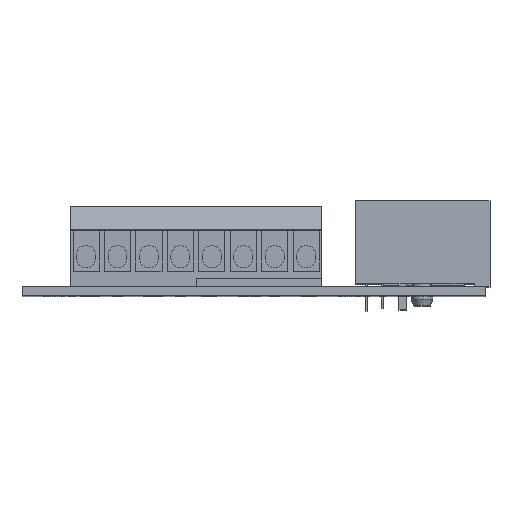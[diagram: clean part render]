
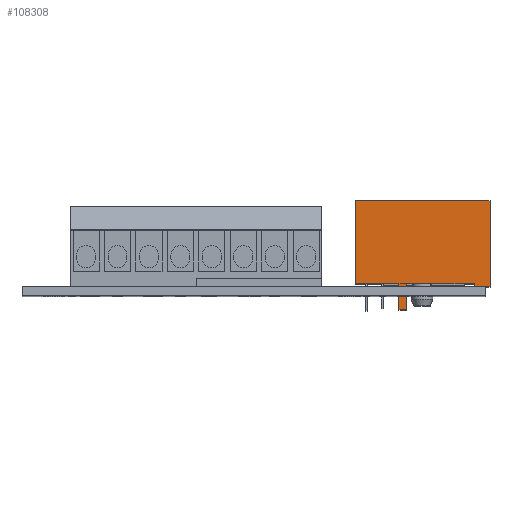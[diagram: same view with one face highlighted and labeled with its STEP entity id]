
A CAD part, top view. The second image highlights one B-rep face of the part: STEP entity #108308.
In plain terms, the highlighted face is planar.
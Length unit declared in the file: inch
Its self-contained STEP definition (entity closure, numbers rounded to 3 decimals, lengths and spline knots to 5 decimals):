
#7391 = EDGE_CURVE ( 'NONE', #134979, #131813, #133825, .T. ) ;
#8949 = ORIENTED_EDGE ( 'NONE', *, *, #149891, .F. ) ;
#11831 = CARTESIAN_POINT ( 'NONE',  ( -0.3125, -0.2685, -0.1 ) ) ;
#12219 = EDGE_CURVE ( 'NONE', #116768, #18166, #61782, .T. ) ;
#18166 = VERTEX_POINT ( 'NONE', #57346 ) ;
#18697 = FACE_OUTER_BOUND ( 'NONE', #20774, .T. ) ;
#19277 = CARTESIAN_POINT ( 'NONE',  ( -0.3125, 0.2685, 0. ) ) ;
#20774 = EDGE_LOOP ( 'NONE', ( #70819, #23044, #157773, #116266, #63371, #82044, #136938, #96431, #8949, #59188 ) ) ;
#23044 = ORIENTED_EDGE ( 'NONE', *, *, #7391, .F. ) ;
#24567 = LINE ( 'NONE', #153705, #89278 ) ;
#26297 = VECTOR ( 'NONE', #123115, 39.37008 ) ;
#33090 = CARTESIAN_POINT ( 'NONE',  ( -0.3125, -0.259, -0.1 ) ) ;
#34483 = DIRECTION ( 'NONE',  ( 0., 0., 1. ) ) ;
#35064 = CARTESIAN_POINT ( 'NONE',  ( -0.3125, -0.073, -0.57 ) ) ;
#38915 = AXIS2_PLACEMENT_3D ( 'NONE', #42213, #41116, #140469 ) ;
#41116 = DIRECTION ( 'NONE',  ( 1., 0., 0. ) ) ;
#41330 = DIRECTION ( 'NONE',  ( 0., 0., -1. ) ) ;
#41661 = VECTOR ( 'NONE', #158628, 39.37008 ) ;
#42213 = CARTESIAN_POINT ( 'NONE',  ( -0.3125, -0.42816, 0.0168 ) ) ;
#42521 = LINE ( 'NONE', #92356, #110903 ) ;
#44242 = VECTOR ( 'NONE', #72310, 39.37008 ) ;
#44817 = EDGE_CURVE ( 'NONE', #67618, #134979, #158153, .T. ) ;
#48278 = CARTESIAN_POINT ( 'NONE',  ( -0.3125, -0.073, -0.52 ) ) ;
#48811 = DIRECTION ( 'NONE',  ( 0., -1., 0. ) ) ;
#48877 = LINE ( 'NONE', #52505, #154331 ) ;
#52505 = CARTESIAN_POINT ( 'NONE',  ( -0.3125, -0.4145, -0.42 ) ) ;
#57258 = EDGE_CURVE ( 'NONE', #69722, #116768, #48877, .T. ) ;
#57346 = CARTESIAN_POINT ( 'NONE',  ( -0.3125, -0.2495, -0.57 ) ) ;
#59188 = ORIENTED_EDGE ( 'NONE', *, *, #154335, .F. ) ;
#59599 = LINE ( 'NONE', #159579, #26297 ) ;
#61782 = LINE ( 'NONE', #35064, #44242 ) ;
#63371 = ORIENTED_EDGE ( 'NONE', *, *, #118358, .F. ) ;
#66293 = PLANE ( 'NONE',  #38915 ) ;
#67618 = VERTEX_POINT ( 'NONE', #143165 ) ;
#69722 = VERTEX_POINT ( 'NONE', #145822 ) ;
#70186 = VERTEX_POINT ( 'NONE', #87897 ) ;
#70819 = ORIENTED_EDGE ( 'NONE', *, *, #153448, .F. ) ;
#72310 = DIRECTION ( 'NONE',  ( 0., 1., 0. ) ) ;
#72627 = VECTOR ( 'NONE', #121765, 39.37008 ) ;
#74927 = LINE ( 'NONE', #33090, #41661 ) ;
#82044 = ORIENTED_EDGE ( 'NONE', *, *, #12219, .F. ) ;
#84350 = CARTESIAN_POINT ( 'NONE',  ( -0.3125, 0.2685, -0.42 ) ) ;
#87897 = CARTESIAN_POINT ( 'NONE',  ( -0.3125, -0.2495, -0.52 ) ) ;
#89278 = VECTOR ( 'NONE', #41330, 39.37008 ) ;
#92356 = CARTESIAN_POINT ( 'NONE',  ( -0.3125, -0.2495, -0.42 ) ) ;
#93658 = LINE ( 'NONE', #48278, #103340 ) ;
#95401 = CARTESIAN_POINT ( 'NONE',  ( -0.3125, -0.4145, -0.57 ) ) ;
#96431 = ORIENTED_EDGE ( 'NONE', *, *, #144086, .F. ) ;
#98867 = CARTESIAN_POINT ( 'NONE',  ( -0.3125, -0.073, -0.84 ) ) ;
#101751 = CARTESIAN_POINT ( 'NONE',  ( -0.3125, -0.2685, 0. ) ) ;
#102530 = VECTOR ( 'NONE', #115761, 39.37008 ) ;
#103340 = VECTOR ( 'NONE', #48811, 39.37008 ) ;
#104323 = VERTEX_POINT ( 'NONE', #159375 ) ;
#105837 = LINE ( 'NONE', #98867, #72627 ) ;
#108308 = ADVANCED_FACE ( 'NONE', ( #18697 ), #66293, .F. ) ;
#110628 = EDGE_CURVE ( 'NONE', #123293, #67618, #105837, .T. ) ;
#110903 = VECTOR ( 'NONE', #143478, 39.37008 ) ;
#113177 = VECTOR ( 'NONE', #34483, 39.37008 ) ;
#114210 = DIRECTION ( 'NONE',  ( 0., 0., -1. ) ) ;
#114728 = CARTESIAN_POINT ( 'NONE',  ( -0.3125, -0.2495, -0.84 ) ) ;
#115761 = DIRECTION ( 'NONE',  ( 0., -1., 0. ) ) ;
#116266 = ORIENTED_EDGE ( 'NONE', *, *, #110628, .F. ) ;
#116768 = VERTEX_POINT ( 'NONE', #95401 ) ;
#118358 = EDGE_CURVE ( 'NONE', #18166, #123293, #59599, .T. ) ;
#121765 = DIRECTION ( 'NONE',  ( 0., 1., 0. ) ) ;
#123115 = DIRECTION ( 'NONE',  ( 0., 0., -1. ) ) ;
#123293 = VERTEX_POINT ( 'NONE', #114728 ) ;
#131813 = VERTEX_POINT ( 'NONE', #101751 ) ;
#133825 = LINE ( 'NONE', #141841, #102530 ) ;
#134979 = VERTEX_POINT ( 'NONE', #19277 ) ;
#136938 = ORIENTED_EDGE ( 'NONE', *, *, #57258, .F. ) ;
#140469 = DIRECTION ( 'NONE',  ( 0., 0., -1. ) ) ;
#141841 = CARTESIAN_POINT ( 'NONE',  ( -0.3125, -0.073, 0. ) ) ;
#143165 = CARTESIAN_POINT ( 'NONE',  ( -0.3125, 0.2685, -0.84 ) ) ;
#143478 = DIRECTION ( 'NONE',  ( 0., 0., -1. ) ) ;
#144086 = EDGE_CURVE ( 'NONE', #70186, #69722, #93658, .T. ) ;
#145822 = CARTESIAN_POINT ( 'NONE',  ( -0.3125, -0.4145, -0.52 ) ) ;
#149891 = EDGE_CURVE ( 'NONE', #104323, #70186, #42521, .T. ) ;
#151179 = VERTEX_POINT ( 'NONE', #11831 ) ;
#153448 = EDGE_CURVE ( 'NONE', #131813, #151179, #24567, .T. ) ;
#153705 = CARTESIAN_POINT ( 'NONE',  ( -0.3125, -0.2685, -0.42 ) ) ;
#154331 = VECTOR ( 'NONE', #114210, 39.37008 ) ;
#154335 = EDGE_CURVE ( 'NONE', #151179, #104323, #74927, .T. ) ;
#157773 = ORIENTED_EDGE ( 'NONE', *, *, #44817, .F. ) ;
#158153 = LINE ( 'NONE', #84350, #113177 ) ;
#158628 = DIRECTION ( 'NONE',  ( 0., 1., 0. ) ) ;
#159375 = CARTESIAN_POINT ( 'NONE',  ( -0.3125, -0.2495, -0.1 ) ) ;
#159579 = CARTESIAN_POINT ( 'NONE',  ( -0.3125, -0.2495, -0.42 ) ) ;
